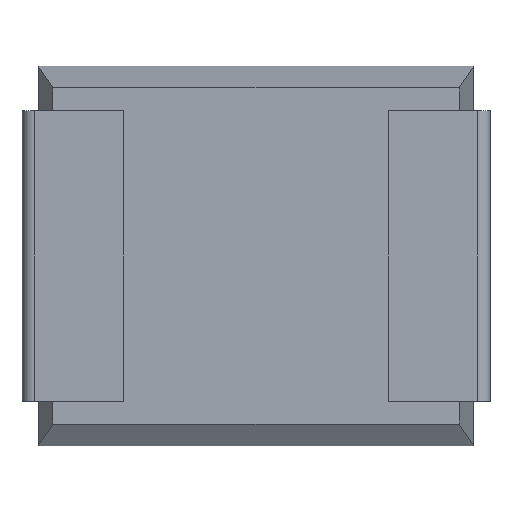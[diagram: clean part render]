
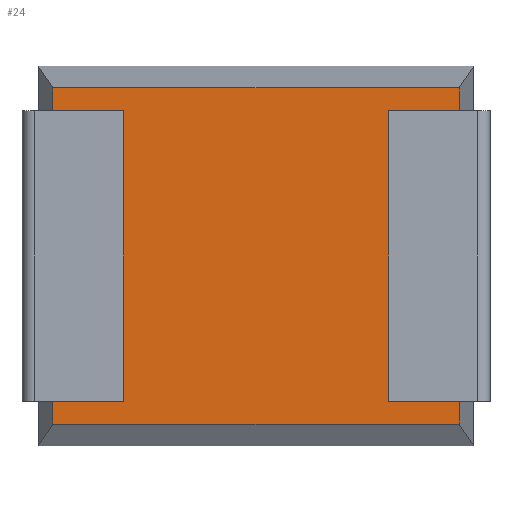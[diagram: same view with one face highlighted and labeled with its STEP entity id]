
A CAD part, front view. The second image highlights one B-rep face of the part: STEP entity #24.
In plain terms, the highlighted planar face has unit normal (0, -1, 0).
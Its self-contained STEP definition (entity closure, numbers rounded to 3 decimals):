
#24 = ADVANCED_FACE ( 'NONE', ( #1034 ), #1057, .T. ) ;
#61 = CARTESIAN_POINT ( 'NONE',  ( 0.114, 0., -3. ) ) ;
#70 = VERTEX_POINT ( 'NONE', #2476 ) ;
#109 = VERTEX_POINT ( 'NONE', #2489 ) ;
#184 = EDGE_CURVE ( 'NONE', #904, #2359, #3153, .T. ) ;
#274 = EDGE_CURVE ( 'NONE', #904, #336, #1928, .T. ) ;
#292 = CARTESIAN_POINT ( 'NONE',  ( 0., 0., 0. ) ) ;
#336 = VERTEX_POINT ( 'NONE', #635 ) ;
#449 = VECTOR ( 'NONE', #1521, 1000. ) ;
#514 = LINE ( 'NONE', #2913, #1464 ) ;
#546 = EDGE_CURVE ( 'NONE', #912, #818, #1081, .T. ) ;
#572 = EDGE_LOOP ( 'NONE', ( #805, #2395, #1814, #710, #2831, #3332, #2204, #1316, #2190, #3369, #3109, #2632 ) ) ;
#606 = CARTESIAN_POINT ( 'NONE',  ( 3.326, 0., -0.35 ) ) ;
#607 = VECTOR ( 'NONE', #2735, 1000. ) ;
#635 = CARTESIAN_POINT ( 'NONE',  ( 3.326, 0., -2.829 ) ) ;
#689 = CARTESIAN_POINT ( 'NONE',  ( 0.67, 0., -2.65 ) ) ;
#710 = ORIENTED_EDGE ( 'NONE', *, *, #546, .F. ) ;
#719 = VECTOR ( 'NONE', #1925, 1000. ) ;
#804 = DIRECTION ( 'NONE',  ( 0., 0., -1. ) ) ;
#805 = ORIENTED_EDGE ( 'NONE', *, *, #1315, .T. ) ;
#817 = EDGE_CURVE ( 'NONE', #3262, #912, #1690, .T. ) ;
#818 = VERTEX_POINT ( 'NONE', #2006 ) ;
#847 = LINE ( 'NONE', #1564, #2723 ) ;
#898 = EDGE_CURVE ( 'NONE', #70, #2832, #514, .T. ) ;
#904 = VERTEX_POINT ( 'NONE', #2648 ) ;
#912 = VERTEX_POINT ( 'NONE', #1876 ) ;
#984 = CARTESIAN_POINT ( 'NONE',  ( 0.67, 0., -0.35 ) ) ;
#992 = DIRECTION ( 'NONE',  ( 1., 0., 0. ) ) ;
#1034 = FACE_OUTER_BOUND ( 'NONE', #572, .T. ) ;
#1055 = LINE ( 'NONE', #2882, #3050 ) ;
#1057 = PLANE ( 'NONE',  #1182 ) ;
#1081 = LINE ( 'NONE', #61, #1678 ) ;
#1178 = LINE ( 'NONE', #1274, #1433 ) ;
#1182 = AXIS2_PLACEMENT_3D ( 'NONE', #292, #2860, #804 ) ;
#1274 = CARTESIAN_POINT ( 'NONE',  ( 0.67, 0., -2.65 ) ) ;
#1315 = EDGE_CURVE ( 'NONE', #109, #2628, #1836, .T. ) ;
#1316 = ORIENTED_EDGE ( 'NONE', *, *, #184, .F. ) ;
#1409 = DIRECTION ( 'NONE',  ( 1., 0., 0. ) ) ;
#1433 = VECTOR ( 'NONE', #3339, 1000. ) ;
#1464 = VECTOR ( 'NONE', #1409, 1000. ) ;
#1521 = DIRECTION ( 'NONE',  ( 1., 0., 0. ) ) ;
#1564 = CARTESIAN_POINT ( 'NONE',  ( 3.326, 0., -3. ) ) ;
#1575 = EDGE_CURVE ( 'NONE', #2090, #3262, #1853, .T. ) ;
#1630 = DIRECTION ( 'NONE',  ( 0., 0., 1. ) ) ;
#1656 = LINE ( 'NONE', #2366, #2559 ) ;
#1678 = VECTOR ( 'NONE', #2381, 1000. ) ;
#1690 = LINE ( 'NONE', #984, #2898 ) ;
#1772 = EDGE_CURVE ( 'NONE', #2090, #2359, #1178, .T. ) ;
#1814 = ORIENTED_EDGE ( 'NONE', *, *, #2246, .F. ) ;
#1817 = CARTESIAN_POINT ( 'NONE',  ( 3.326, 0., -3. ) ) ;
#1836 = LINE ( 'NONE', #3073, #449 ) ;
#1853 = LINE ( 'NONE', #2691, #2043 ) ;
#1876 = CARTESIAN_POINT ( 'NONE',  ( 0.114, 0., -0.35 ) ) ;
#1925 = DIRECTION ( 'NONE',  ( 0., 0., 1. ) ) ;
#1928 = LINE ( 'NONE', #3346, #2767 ) ;
#1987 = EDGE_CURVE ( 'NONE', #336, #2832, #847, .T. ) ;
#2006 = CARTESIAN_POINT ( 'NONE',  ( 0.114, 0., -0.171 ) ) ;
#2043 = VECTOR ( 'NONE', #2975, 1000. ) ;
#2061 = EDGE_CURVE ( 'NONE', #2628, #2707, #2169, .T. ) ;
#2090 = VERTEX_POINT ( 'NONE', #689 ) ;
#2169 = LINE ( 'NONE', #1817, #719 ) ;
#2190 = ORIENTED_EDGE ( 'NONE', *, *, #274, .T. ) ;
#2204 = ORIENTED_EDGE ( 'NONE', *, *, #1772, .T. ) ;
#2246 = EDGE_CURVE ( 'NONE', #818, #2707, #1055, .T. ) ;
#2261 = CARTESIAN_POINT ( 'NONE',  ( 0.114, 0., -3. ) ) ;
#2359 = VERTEX_POINT ( 'NONE', #3357 ) ;
#2366 = CARTESIAN_POINT ( 'NONE',  ( 2.77, 0., -0.35 ) ) ;
#2377 = EDGE_CURVE ( 'NONE', #70, #109, #1656, .T. ) ;
#2381 = DIRECTION ( 'NONE',  ( 0., 0., 1. ) ) ;
#2395 = ORIENTED_EDGE ( 'NONE', *, *, #2061, .T. ) ;
#2476 = CARTESIAN_POINT ( 'NONE',  ( 2.77, 0., -2.65 ) ) ;
#2489 = CARTESIAN_POINT ( 'NONE',  ( 2.77, 0., -0.35 ) ) ;
#2553 = DIRECTION ( 'NONE',  ( 0., 0., 1. ) ) ;
#2559 = VECTOR ( 'NONE', #1630, 1000. ) ;
#2628 = VERTEX_POINT ( 'NONE', #606 ) ;
#2632 = ORIENTED_EDGE ( 'NONE', *, *, #2377, .T. ) ;
#2648 = CARTESIAN_POINT ( 'NONE',  ( 0.114, 0., -2.829 ) ) ;
#2691 = CARTESIAN_POINT ( 'NONE',  ( 0.67, 0., -0.35 ) ) ;
#2707 = VERTEX_POINT ( 'NONE', #2984 ) ;
#2723 = VECTOR ( 'NONE', #2553, 1000. ) ;
#2735 = DIRECTION ( 'NONE',  ( 0., 0., 1. ) ) ;
#2752 = CARTESIAN_POINT ( 'NONE',  ( 3.326, 0., -2.65 ) ) ;
#2767 = VECTOR ( 'NONE', #992, 1000. ) ;
#2831 = ORIENTED_EDGE ( 'NONE', *, *, #817, .F. ) ;
#2832 = VERTEX_POINT ( 'NONE', #2752 ) ;
#2860 = DIRECTION ( 'NONE',  ( 0., -1., 0. ) ) ;
#2882 = CARTESIAN_POINT ( 'NONE',  ( 0., 0., -0.171 ) ) ;
#2898 = VECTOR ( 'NONE', #3336, 1000. ) ;
#2913 = CARTESIAN_POINT ( 'NONE',  ( 2.77, 0., -2.65 ) ) ;
#2975 = DIRECTION ( 'NONE',  ( 0., 0., 1. ) ) ;
#2984 = CARTESIAN_POINT ( 'NONE',  ( 3.326, 0., -0.171 ) ) ;
#3050 = VECTOR ( 'NONE', #3124, 1000. ) ;
#3073 = CARTESIAN_POINT ( 'NONE',  ( 2.77, 0., -0.35 ) ) ;
#3109 = ORIENTED_EDGE ( 'NONE', *, *, #898, .F. ) ;
#3124 = DIRECTION ( 'NONE',  ( 1., 0., 0. ) ) ;
#3153 = LINE ( 'NONE', #2261, #607 ) ;
#3159 = CARTESIAN_POINT ( 'NONE',  ( 0.67, 0., -0.35 ) ) ;
#3262 = VERTEX_POINT ( 'NONE', #3159 ) ;
#3332 = ORIENTED_EDGE ( 'NONE', *, *, #1575, .F. ) ;
#3336 = DIRECTION ( 'NONE',  ( -1., 0., 0. ) ) ;
#3339 = DIRECTION ( 'NONE',  ( -1., 0., 0. ) ) ;
#3346 = CARTESIAN_POINT ( 'NONE',  ( 0., 0., -2.829 ) ) ;
#3357 = CARTESIAN_POINT ( 'NONE',  ( 0.114, 0., -2.65 ) ) ;
#3369 = ORIENTED_EDGE ( 'NONE', *, *, #1987, .T. ) ;
